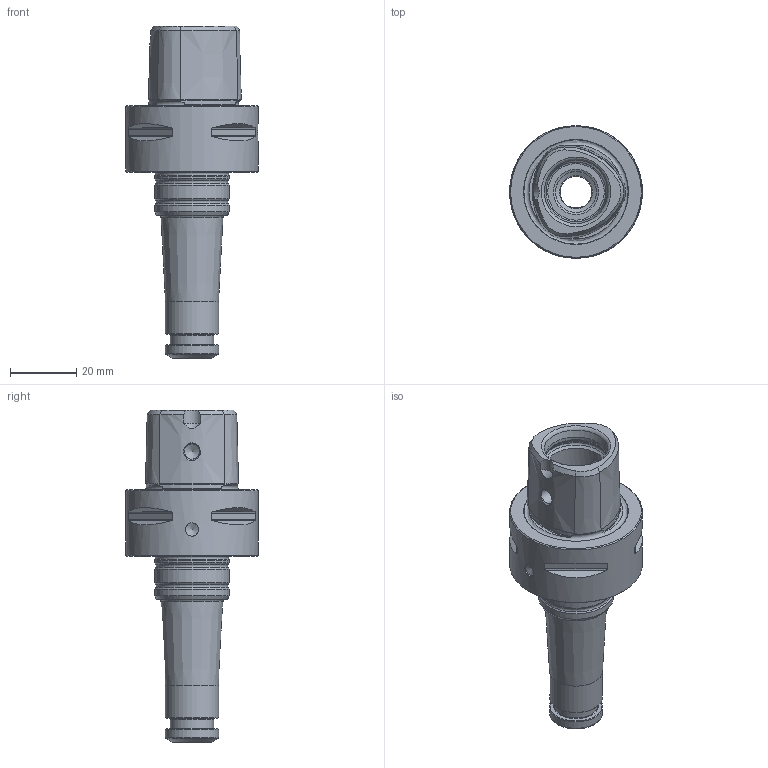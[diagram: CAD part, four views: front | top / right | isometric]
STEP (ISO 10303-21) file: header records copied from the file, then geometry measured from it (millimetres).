
FILE_DESCRIPTION(/* description */ (''),/* implementation_level */ '2;1');
FILE_NAME(/* name */ '480471040.stp',/* time_stamp */ '2021-01-12T12:38:45',/* author */ ('LRA'),/* organization */ ('REGO-FIX'),/* preprocessor_version */ ' Unknown',/* originating_system */ 'SIEMENS PLM Software Solid Edge ST10',/* authorization */ 'Unknown');
FILE_SCHEMA (('AUTOMOTIVE_DESIGN { 1 0 10303 214 2 1 1}'));
Length unit declared in the file: millimetre
Products named in the file (1): NOCUT
Bounding box: 40 x 40 x 100 mm (x, y, z)
Volume: 40280 mm3; surface area: 14007.1 mm2
Topology: 1 solids, 1 shells, 127 faces, 307 edges, 190 vertices
Faces by surface type: cone 65, cylinder 25, plane 24, torus 13
Full cylindrical faces by diameter (mm): 4 x1, 4.6 x2, 10 x1, 12.376 x2, 13 x1, 16 x2, 18 x2, 20 x1, 22.5 x3, 40 x1
Entity records: 4314 total; most frequent: CARTESIAN_POINT 824, DIRECTION 540, ORIENTED_EDGE 460, AXIS2_PLACEMENT_3D 246, EDGE_CURVE 230, FACE_BOUND 196, EDGE_LOOP 193, VERTEX_POINT 170
